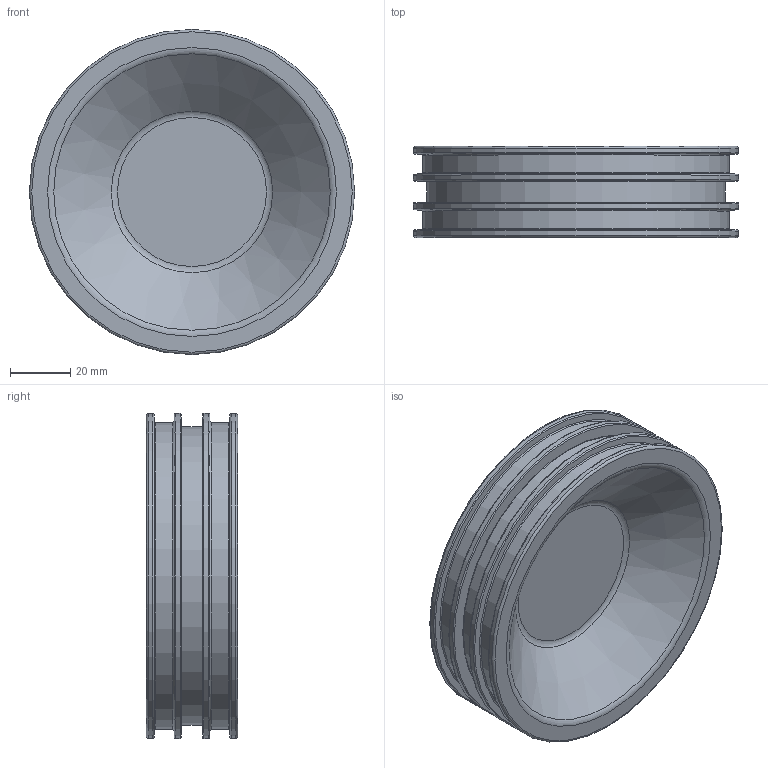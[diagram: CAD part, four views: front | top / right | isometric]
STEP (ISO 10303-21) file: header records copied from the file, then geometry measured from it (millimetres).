
FILE_DESCRIPTION(/* description */ ('RESERVOIR PISTON, BUOYANCY ENGINE '),/* implementation_level */ '2;1');
FILE_NAME(/* name */ 'BD-ASY-0359-0003_RevB.stp',/* time_stamp */ '2020-10-09T14:50:42-04:00',/* author */ ('Jeremy Paulus'),/* organization */ (''),/* preprocessor_version */ 'ST-DEVELOPER v15.2',/* originating_system */ 'Autodesk Inventor 2014',/* authorisation */ '');
FILE_SCHEMA (('AUTOMOTIVE_DESIGN { 1 0 10303 214 3 1 1 }'));
Length unit declared in the file: inch
Products named in the file (1): BD-ASY-0359-0003
Bounding box: 107.52 x 30.16 x 107.52 mm (x, y, z)
Volume: 176601 mm3; surface area: 35313 mm2
Topology: 1 solids, 1 shells, 33 faces, 56 edges, 32 vertices
Faces by surface type: torus 16, plane 9, cylinder 7, cone 1
Full cylindrical faces by diameter (mm): 98.552 x1, 101.575 x2, 107.518 x4
Entity records: 680 total; most frequent: DIRECTION 132, CARTESIAN_POINT 98, AXIS2_PLACEMENT_3D 66, EDGE_LOOP 64, ORIENTED_EDGE 64, FACE_OUTER_BOUND 33, ADVANCED_FACE 33, CIRCLE 32
